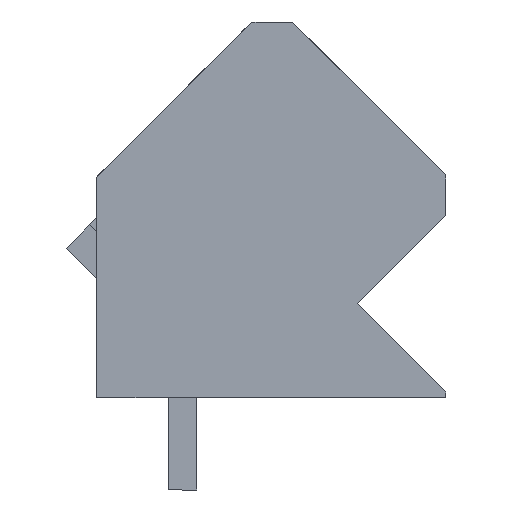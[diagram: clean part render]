
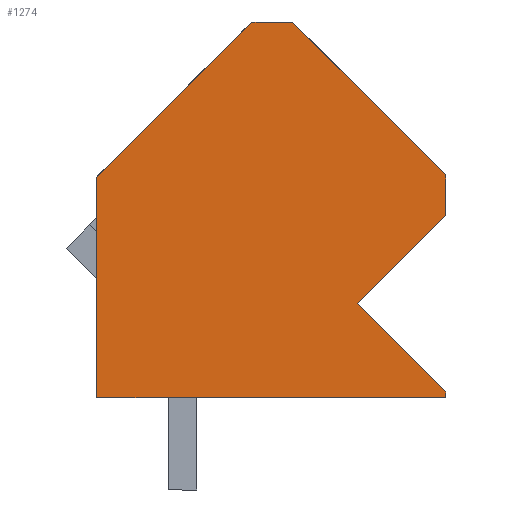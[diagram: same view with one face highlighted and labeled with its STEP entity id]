
A CAD part, left-side view. The second image highlights one B-rep face of the part: STEP entity #1274.
In plain terms, the highlighted planar face has unit normal (-1, 0, 0).
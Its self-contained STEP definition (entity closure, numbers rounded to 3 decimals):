
#1223=AXIS2_PLACEMENT_3D('Plane Axis2P3D',#1220,#1221,#1222) ;
#255=CARTESIAN_POINT('Vertex',(0.,5.303,16.228)) ;
#258=CARTESIAN_POINT('Line Origine',(0.,2.651,13.577)) ;
#262=CARTESIAN_POINT('Vertex',(0.,0.,10.925)) ;
#975=CARTESIAN_POINT('Vertex',(0.,12.092,10.853)) ;
#978=CARTESIAN_POINT('Line Origine',(0.,9.405,13.541)) ;
#982=CARTESIAN_POINT('Vertex',(0.,6.717,16.228)) ;
#1201=CARTESIAN_POINT('Line Origine',(0.,0.,10.218)) ;
#1205=CARTESIAN_POINT('Vertex',(0.,0.,9.511)) ;
#1220=CARTESIAN_POINT('Axis2P3D Location',(0.,13.152,0.)) ;
#1225=CARTESIAN_POINT('Line Origine',(0.,6.046,3.2)) ;
#1229=CARTESIAN_POINT('Vertex',(0.,12.092,3.2)) ;
#1231=CARTESIAN_POINT('Vertex',(0.,0.,3.2)) ;
#1234=CARTESIAN_POINT('Line Origine',(0.,0.,3.3)) ;
#1238=CARTESIAN_POINT('Vertex',(0.,0.,3.4)) ;
#1241=CARTESIAN_POINT('Line Origine',(0.,1.527,4.928)) ;
#1245=CARTESIAN_POINT('Vertex',(0.,3.055,6.455)) ;
#1248=CARTESIAN_POINT('Line Origine',(0.,1.527,7.983)) ;
#1253=CARTESIAN_POINT('Line Origine',(0.,6.01,16.228)) ;
#1258=CARTESIAN_POINT('Line Origine',(0.,12.092,7.027)) ;
#259=DIRECTION('Vector Direction',(0.,0.707,0.707)) ;
#979=DIRECTION('Vector Direction',(0.,0.707,-0.707)) ;
#1202=DIRECTION('Vector Direction',(0.,0.,1.)) ;
#1221=DIRECTION('Axis2P3D Direction',(-1.,0.,0.)) ;
#1222=DIRECTION('Axis2P3D XDirection',(0.,-1.,0.)) ;
#1226=DIRECTION('Vector Direction',(0.,-1.,0.)) ;
#1235=DIRECTION('Vector Direction',(0.,0.,1.)) ;
#1242=DIRECTION('Vector Direction',(0.,0.707,0.707)) ;
#1249=DIRECTION('Vector Direction',(0.,-0.707,0.707)) ;
#1254=DIRECTION('Vector Direction',(0.,1.,0.)) ;
#1259=DIRECTION('Vector Direction',(0.,0.,-1.)) ;
#260=VECTOR('Line Direction',#259,1.) ;
#980=VECTOR('Line Direction',#979,1.) ;
#1203=VECTOR('Line Direction',#1202,1.) ;
#1227=VECTOR('Line Direction',#1226,1.) ;
#1236=VECTOR('Line Direction',#1235,1.) ;
#1243=VECTOR('Line Direction',#1242,1.) ;
#1250=VECTOR('Line Direction',#1249,1.) ;
#1255=VECTOR('Line Direction',#1254,1.) ;
#1260=VECTOR('Line Direction',#1259,1.) ;
#1264=ORIENTED_EDGE('',*,*,#1233,.T.) ;
#1265=ORIENTED_EDGE('',*,*,#1240,.T.) ;
#1266=ORIENTED_EDGE('',*,*,#1247,.T.) ;
#1267=ORIENTED_EDGE('',*,*,#1252,.T.) ;
#1268=ORIENTED_EDGE('',*,*,#1207,.T.) ;
#1269=ORIENTED_EDGE('',*,*,#264,.T.) ;
#1270=ORIENTED_EDGE('',*,*,#1257,.T.) ;
#1271=ORIENTED_EDGE('',*,*,#984,.T.) ;
#1272=ORIENTED_EDGE('',*,*,#1262,.T.) ;
#1274=ADVANCED_FACE('HOUSING',(#1273),#1224,.T.) ;
#264=EDGE_CURVE('',#263,#256,#261,.T.) ;
#984=EDGE_CURVE('',#983,#976,#981,.T.) ;
#1207=EDGE_CURVE('',#1206,#263,#1204,.T.) ;
#1233=EDGE_CURVE('',#1230,#1232,#1228,.T.) ;
#1240=EDGE_CURVE('',#1232,#1239,#1237,.T.) ;
#1247=EDGE_CURVE('',#1239,#1246,#1244,.T.) ;
#1252=EDGE_CURVE('',#1246,#1206,#1251,.T.) ;
#1257=EDGE_CURVE('',#256,#983,#1256,.T.) ;
#1262=EDGE_CURVE('',#976,#1230,#1261,.T.) ;
#1263=EDGE_LOOP('',(#1264,#1265,#1266,#1267,#1268,#1269,#1270,#1271,#1272)) ;
#1273=FACE_OUTER_BOUND('',#1263,.T.) ;
#261=LINE('Line',#258,#260) ;
#981=LINE('Line',#978,#980) ;
#1204=LINE('Line',#1201,#1203) ;
#1228=LINE('Line',#1225,#1227) ;
#1237=LINE('Line',#1234,#1236) ;
#1244=LINE('Line',#1241,#1243) ;
#1251=LINE('Line',#1248,#1250) ;
#1256=LINE('Line',#1253,#1255) ;
#1261=LINE('Line',#1258,#1260) ;
#1224=PLANE('',#1223) ;
#256=VERTEX_POINT('',#255) ;
#263=VERTEX_POINT('',#262) ;
#976=VERTEX_POINT('',#975) ;
#983=VERTEX_POINT('',#982) ;
#1206=VERTEX_POINT('',#1205) ;
#1230=VERTEX_POINT('',#1229) ;
#1232=VERTEX_POINT('',#1231) ;
#1239=VERTEX_POINT('',#1238) ;
#1246=VERTEX_POINT('',#1245) ;
